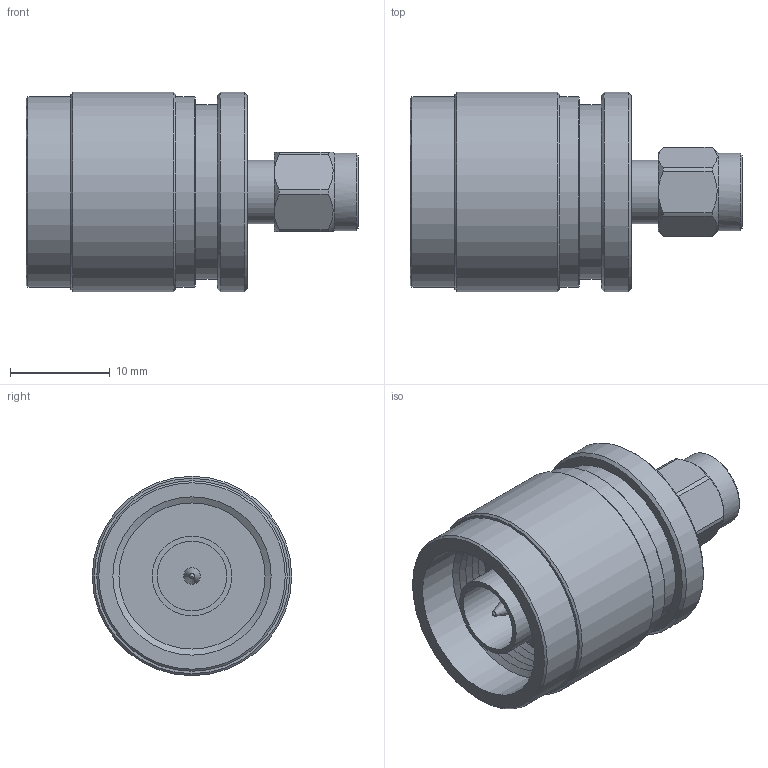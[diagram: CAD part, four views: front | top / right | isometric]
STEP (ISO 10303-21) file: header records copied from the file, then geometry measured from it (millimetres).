
FILE_DESCRIPTION (( 'STEP AP214' ), '1' );
FILE_NAME ('AXA-NMSM.STEP', '2018-01-05T17:00:53', ( '' ), ( '' ), 'SwSTEP 2.0', 'SolidWorks 2014', '' );
FILE_SCHEMA (( 'AUTOMOTIVE_DESIGN' ));
Length unit declared in the file: inch
Products named in the file (1): AXA-NMSM
Bounding box: 33.3 x 20 x 20 mm (x, y, z)
Volume: 5463.4 mm3; surface area: 3695 mm2
Topology: 1 solids, 1 shells, 82 faces, 162 edges, 97 vertices
Faces by surface type: cone 35, cylinder 24, plane 22, torus 1
Full cylindrical faces by diameter (mm): 0.9 x1, 1.3 x1, 1.65 x1, 4.55 x1, 6 x1, 6.401 x1, 6.5 x2, 6.98 x1, 7.804 x1, 8 x1, 15.875 x1, 17.473 x1, 17.503 x1, 19.1 x2, 20.001 x2
Entity records: 2049 total; most frequent: CARTESIAN_POINT 403, DIRECTION 338, ORIENTED_EDGE 208, AXIS2_PLACEMENT_3D 163, EDGE_LOOP 150, EDGE_CURVE 104, FACE_OUTER_BOUND 100, VERTEX_POINT 92
